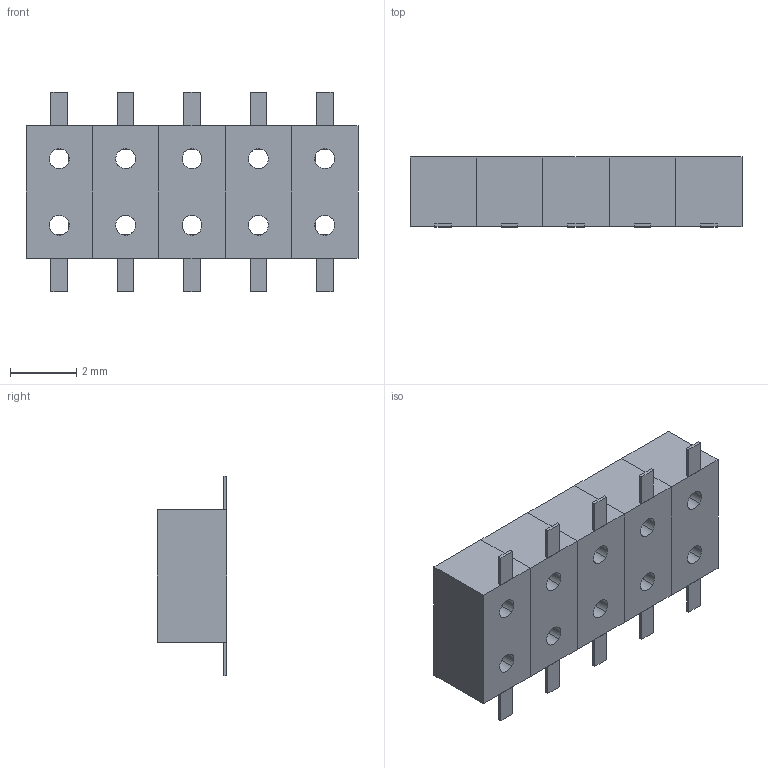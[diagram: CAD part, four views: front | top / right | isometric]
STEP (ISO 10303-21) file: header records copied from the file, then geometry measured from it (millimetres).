
FILE_DESCRIPTION (( 'STEP AP214' ), '1' );
FILE_NAME ('SD87340-10.STEP', '2025-01-30T10:13:35', ( '' ), ( '' ), 'SwSTEP 2.0', 'SolidWorks 2024', '' );
FILE_SCHEMA (( 'AUTOMOTIVE_DESIGN' ));
Length unit declared in the file: millimetre
Products named in the file (1): SD87340-10
Bounding box: 10 x 2.1 x 6 mm (x, y, z)
Volume: 77.2 mm3; surface area: 254.4 mm2
Topology: 15 solids, 15 shells, 170 faces, 380 edges, 240 vertices
Faces by surface type: plane 90, bspline 80
Entity records: 12269 total; most frequent: CARTESIAN_POINT 7591, ORIENTED_EDGE 760, DIRECTION 402, EDGE_CURVE 380, VERTEX_POINT 240, LINE 220, VECTOR 220, EDGE_LOOP 190
